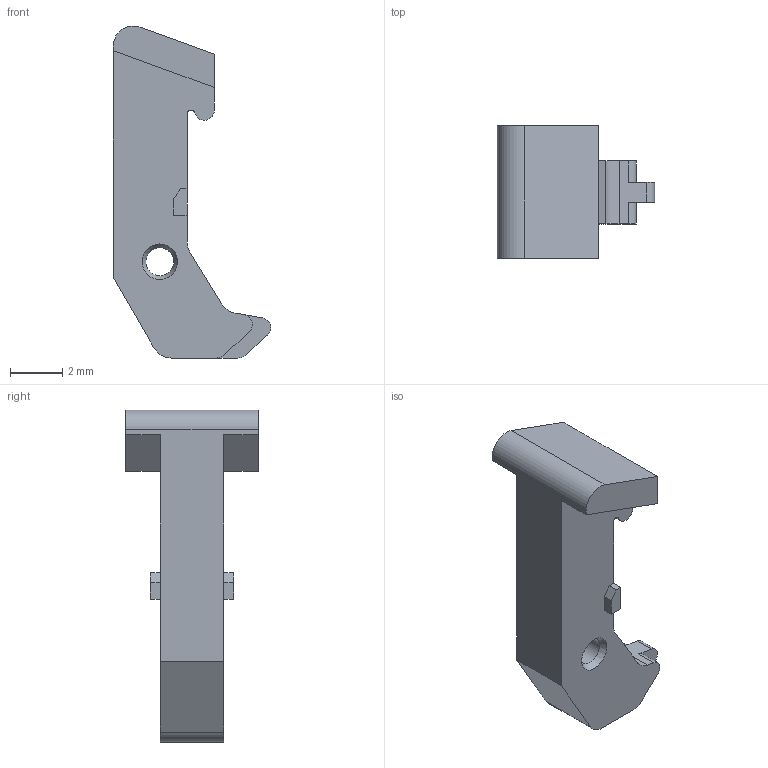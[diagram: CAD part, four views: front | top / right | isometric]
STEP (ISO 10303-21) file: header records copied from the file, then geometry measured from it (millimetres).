
FILE_DESCRIPTION(/* description */ (''),/* implementation_level */ '2;1');
FILE_NAME(/* name */ 'latch-wire-mount',/* time_stamp */ '2006-09-08T09:24:09-05:00',/* author */ (''),/* organization */ (''),/* preprocessor_version */ 'ST-DEVELOPER v9',/* originating_system */ 'UGS - NX 3.0',/* authorisation */ '');
FILE_SCHEMA (('CONFIG_CONTROL_DESIGN'));
Length unit declared in the file: inch
Products named in the file (1): a0p7D9039y0p
Bounding box: 6.02 x 5.08 x 12.7 mm (x, y, z)
Volume: 108.9 mm3; surface area: 200.4 mm2
Topology: 1 solids, 1 shells, 46 faces, 130 edges, 86 vertices
Faces by surface type: plane 30, cylinder 14, cone 2
Full cylindrical faces by diameter (mm): 1.067 x1
Entity records: 1565 total; most frequent: CARTESIAN_POINT 260, ORIENTED_EDGE 254, DIRECTION 251, EDGE_CURVE 127, LINE 97, VECTOR 97, VERTEX_POINT 86, AXIS2_PLACEMENT_3D 77
